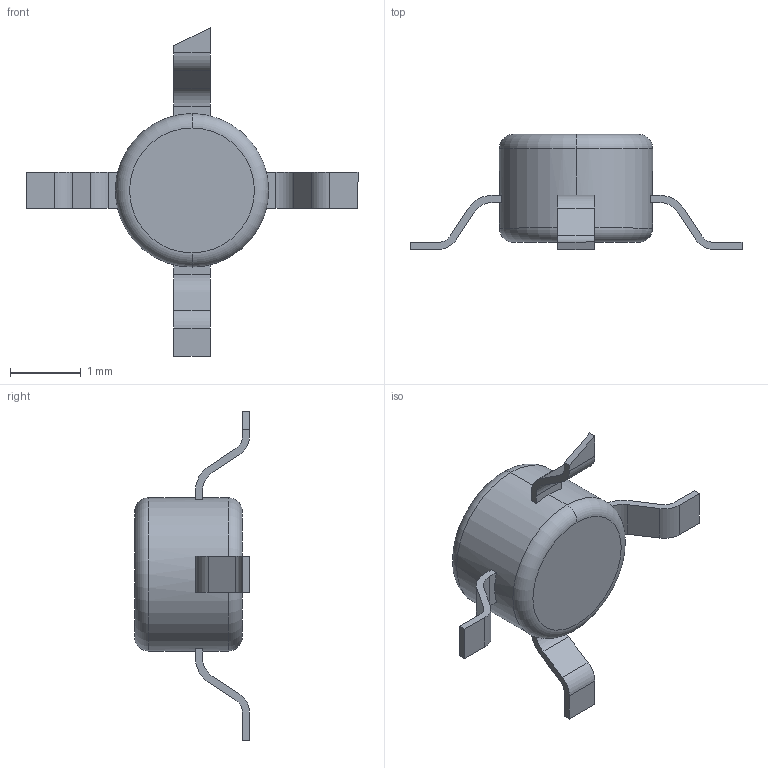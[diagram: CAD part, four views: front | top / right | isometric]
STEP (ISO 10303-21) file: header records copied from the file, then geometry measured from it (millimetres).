
FILE_DESCRIPTION (( 'STEP AP214' ), '1' );
FILE_NAME ('User Library-MAR-6SM.STEP', '2022-02-07T16:35:25', ( '' ), ( '' ), 'SwSTEP 2.0', 'SolidWorks 2021', '' );
FILE_SCHEMA (( 'AUTOMOTIVE_DESIGN' ));
Length unit declared in the file: millimetre
Products named in the file (1): User Library-MAR-6SM
Bounding box: 4.68 x 1.62 x 4.63 mm (x, y, z)
Volume: 5.8 mm3; surface area: 24 mm2
Topology: 1 solids, 1 shells, 61 faces, 169 edges, 112 vertices
Faces by surface type: plane 38, cylinder 18, torus 4, sphere 1
Entity records: 2625 total; most frequent: DIRECTION 348, CARTESIAN_POINT 338, ORIENTED_EDGE 332, EDGE_CURVE 166, AXIS2_PLACEMENT_3D 120, VERTEX_POINT 110, LINE 108, VECTOR 108
